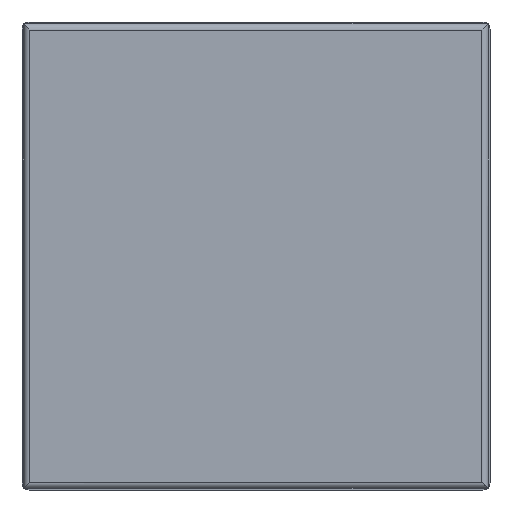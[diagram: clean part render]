
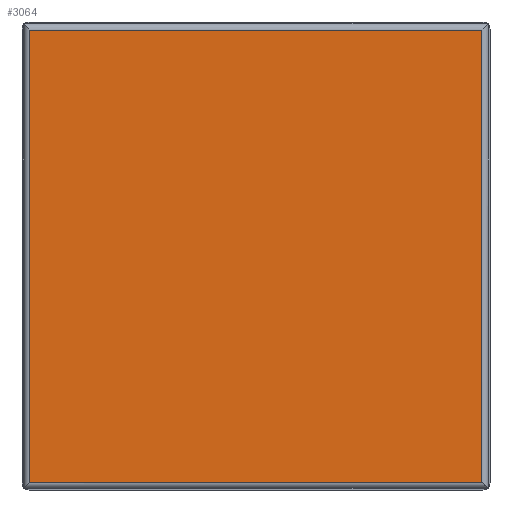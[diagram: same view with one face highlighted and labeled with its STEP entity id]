
A CAD part, front view. The second image highlights one B-rep face of the part: STEP entity #3064.
In plain terms, the highlighted planar face has unit normal (0, -1, 0).
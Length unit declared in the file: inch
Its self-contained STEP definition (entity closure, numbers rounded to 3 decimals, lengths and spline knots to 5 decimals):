
#711 = DIRECTION ( 'NONE',  ( 0., 0., -1. ) ) ;
#949 = VECTOR ( 'NONE', #4084, 39.37008 ) ;
#1917 = VERTEX_POINT ( 'NONE', #17569 ) ;
#2168 = LINE ( 'NONE', #2416, #18883 ) ;
#2416 = CARTESIAN_POINT ( 'NONE',  ( -0.0025, 0., 3.9525 ) ) ;
#2777 = DIRECTION ( 'NONE',  ( 0., -1., 0. ) ) ;
#3064 = ADVANCED_FACE ( 'NONE', ( #22438 ), #4619, .T. ) ;
#3830 = EDGE_CURVE ( 'NONE', #10709, #8648, #2168, .T. ) ;
#4084 = DIRECTION ( 'NONE',  ( 1., 0., 0. ) ) ;
#4619 = PLANE ( 'NONE',  #10560 ) ;
#5888 = EDGE_CURVE ( 'NONE', #1917, #9078, #10091, .T. ) ;
#6242 = ORIENTED_EDGE ( 'NONE', *, *, #20222, .T. ) ;
#7192 = EDGE_CURVE ( 'NONE', #8648, #1917, #13971, .T. ) ;
#8648 = VERTEX_POINT ( 'NONE', #21175 ) ;
#9078 = VERTEX_POINT ( 'NONE', #9659 ) ;
#9659 = CARTESIAN_POINT ( 'NONE',  ( 3.9525, 0., -3.9575 ) ) ;
#10091 = LINE ( 'NONE', #12293, #949 ) ;
#10560 = AXIS2_PLACEMENT_3D ( 'NONE', #20487, #2777, #711 ) ;
#10709 = VERTEX_POINT ( 'NONE', #12405 ) ;
#12060 = CARTESIAN_POINT ( 'NONE',  ( 3.9525, 0., -0.0025 ) ) ;
#12293 = CARTESIAN_POINT ( 'NONE',  ( -0.0025, 0., -3.9575 ) ) ;
#12405 = CARTESIAN_POINT ( 'NONE',  ( 3.9525, 0., 3.9525 ) ) ;
#13337 = VECTOR ( 'NONE', #24253, 39.37008 ) ;
#13468 = ORIENTED_EDGE ( 'NONE', *, *, #7192, .T. ) ;
#13971 = LINE ( 'NONE', #21905, #15523 ) ;
#15523 = VECTOR ( 'NONE', #19964, 39.37008 ) ;
#17390 = ORIENTED_EDGE ( 'NONE', *, *, #5888, .T. ) ;
#17569 = CARTESIAN_POINT ( 'NONE',  ( -3.9575, 0., -3.9575 ) ) ;
#18330 = EDGE_LOOP ( 'NONE', ( #13468, #17390, #6242, #22093 ) ) ;
#18883 = VECTOR ( 'NONE', #20001, 39.37008 ) ;
#19964 = DIRECTION ( 'NONE',  ( 0., 0., -1. ) ) ;
#20001 = DIRECTION ( 'NONE',  ( -1., 0., 0. ) ) ;
#20222 = EDGE_CURVE ( 'NONE', #9078, #10709, #22448, .T. ) ;
#20487 = CARTESIAN_POINT ( 'NONE',  ( -0.0025, 0., -0.0025 ) ) ;
#21175 = CARTESIAN_POINT ( 'NONE',  ( -3.9575, 0., 3.9525 ) ) ;
#21905 = CARTESIAN_POINT ( 'NONE',  ( -3.9575, 0., -0.0025 ) ) ;
#22093 = ORIENTED_EDGE ( 'NONE', *, *, #3830, .T. ) ;
#22438 = FACE_OUTER_BOUND ( 'NONE', #18330, .T. ) ;
#22448 = LINE ( 'NONE', #12060, #13337 ) ;
#24253 = DIRECTION ( 'NONE',  ( 0., 0., 1. ) ) ;
